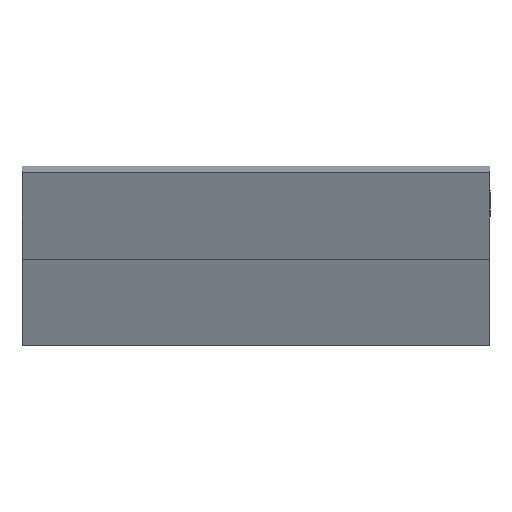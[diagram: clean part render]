
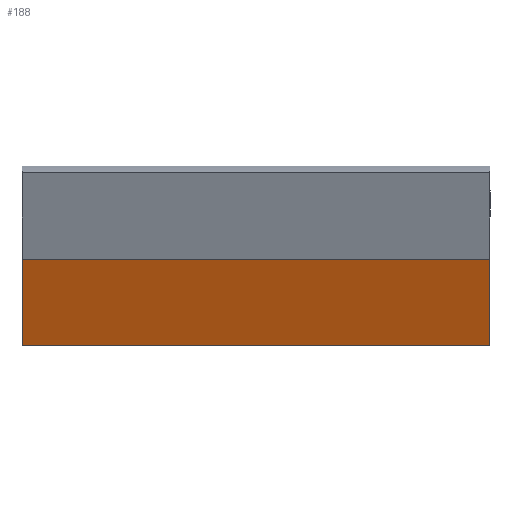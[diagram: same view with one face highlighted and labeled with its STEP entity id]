
A CAD part, top view. The second image highlights one B-rep face of the part: STEP entity #188.
In plain terms, the highlighted planar face has unit normal (0, -0.383, 0.924).
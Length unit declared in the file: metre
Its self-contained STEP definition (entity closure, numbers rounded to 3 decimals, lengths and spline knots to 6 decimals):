
#41=ORIENTED_EDGE('',*,*,#88,.F.);
#42=ORIENTED_EDGE('',*,*,#87,.T.);
#43=ORIENTED_EDGE('',*,*,#82,.T.);
#44=ORIENTED_EDGE('',*,*,#89,.F.);
#82=EDGE_CURVE('',#106,#107,#122,.T.);
#87=EDGE_CURVE('',#110,#106,#126,.T.);
#88=EDGE_CURVE('',#110,#111,#127,.T.);
#89=EDGE_CURVE('',#111,#107,#128,.T.);
#106=VERTEX_POINT('',#288);
#107=VERTEX_POINT('',#289);
#110=VERTEX_POINT('',#296);
#111=VERTEX_POINT('',#301);
#122=LINE('',#287,#138);
#126=LINE('',#298,#142);
#127=LINE('',#300,#143);
#128=LINE('',#302,#144);
#138=VECTOR('',#231,1.);
#142=VECTOR('',#239,1.);
#143=VECTOR('',#242,1.);
#144=VECTOR('',#243,1.);
#156=EDGE_LOOP('',(#41,#42,#43,#44));
#168=FACE_BOUND('',#156,.T.);
#180=PLANE('',#210);
#188=ADVANCED_FACE('',(#168),#180,.F.);
#210=AXIS2_PLACEMENT_3D('',#299,#240,#241);
#231=DIRECTION('',(0.,0.924,0.383));
#239=DIRECTION('',(1.,0.,0.));
#240=DIRECTION('',(0.,0.383,-0.924));
#241=DIRECTION('',(0.,0.924,0.383));
#242=DIRECTION('',(0.,0.924,0.383));
#243=DIRECTION('',(1.,0.,0.));
#287=CARTESIAN_POINT('',(0.05,0.004619,0.001913));
#288=CARTESIAN_POINT('',(0.05,0.,0.));
#289=CARTESIAN_POINT('',(0.05,0.009239,0.003827));
#296=CARTESIAN_POINT('',(0.,0.,0.));
#298=CARTESIAN_POINT('',(0.025,0.,0.));
#299=CARTESIAN_POINT('',(0.,0.,0.));
#300=CARTESIAN_POINT('',(0.,0.004619,0.001913));
#301=CARTESIAN_POINT('',(0.,0.009239,0.003827));
#302=CARTESIAN_POINT('',(0.025,0.009239,0.003827));
